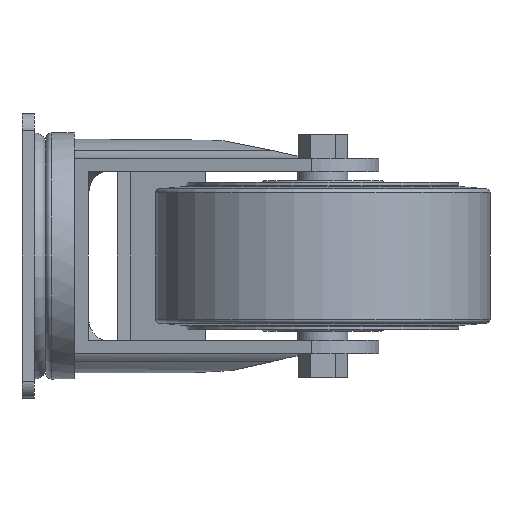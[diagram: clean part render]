
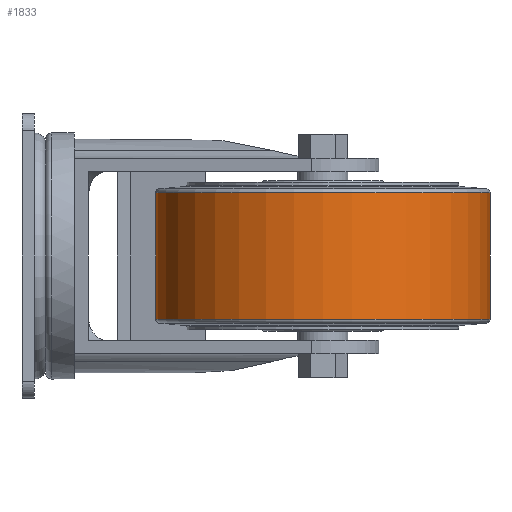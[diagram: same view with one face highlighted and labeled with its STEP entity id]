
A CAD part, left-side view. The second image highlights one B-rep face of the part: STEP entity #1833.
In plain terms, the highlighted cylindrical face has radius 50 mm (diameter 100 mm), a full revolution.
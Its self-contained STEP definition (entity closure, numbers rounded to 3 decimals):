
#868=ORIENTED_EDGE('',*,*,#1126,.T.);
#869=ORIENTED_EDGE('',*,*,#1125,.F.);
#1125=EDGE_CURVE('',#1302,#1302,#1385,.T.);
#1126=EDGE_CURVE('',#1303,#1303,#1386,.T.);
#1302=VERTEX_POINT('',#3119);
#1303=VERTEX_POINT('',#3122);
#1385=CIRCLE('',#2034,50.);
#1386=CIRCLE('',#2036,50.);
#1529=EDGE_LOOP('',(#868));
#1530=EDGE_LOOP('',(#869));
#1685=FACE_BOUND('',#1529,.T.);
#1686=FACE_BOUND('',#1530,.T.);
#1738=CYLINDRICAL_SURFACE('',#2035,50.);
#1833=ADVANCED_FACE('',(#1685,#1686),#1738,.T.);
#2034=AXIS2_PLACEMENT_3D('',#3118,#2558,#2559);
#2035=AXIS2_PLACEMENT_3D('',#3120,#2560,#2561);
#2036=AXIS2_PLACEMENT_3D('',#3121,#2562,#2563);
#2558=DIRECTION('',(0.,0.,-1.));
#2559=DIRECTION('',(-1.,0.,0.));
#2560=DIRECTION('',(0.,0.,-1.));
#2561=DIRECTION('',(-1.,0.,0.));
#2562=DIRECTION('',(0.,0.,-1.));
#2563=DIRECTION('',(-1.,0.,0.));
#3118=CARTESIAN_POINT('',(0.,0.,-18.9));
#3119=CARTESIAN_POINT('',(-50.,0.,-18.9));
#3120=CARTESIAN_POINT('',(0.,0.,-22.5));
#3121=CARTESIAN_POINT('',(0.,0.,18.9));
#3122=CARTESIAN_POINT('',(-50.,0.,18.9));
